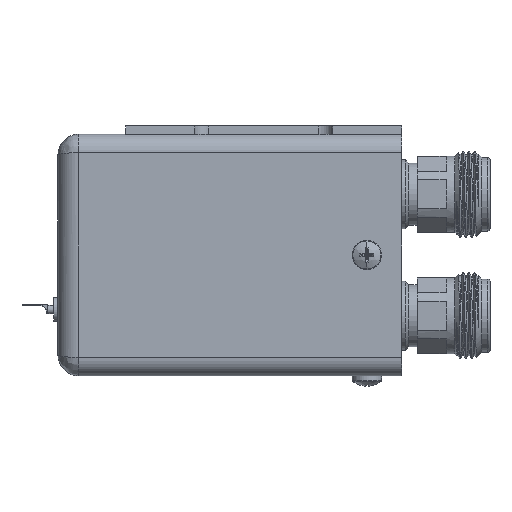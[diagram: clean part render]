
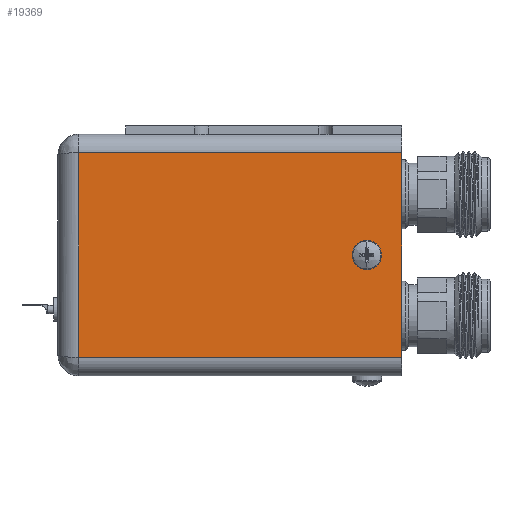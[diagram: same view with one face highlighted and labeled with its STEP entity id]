
A CAD part, left-side view. The second image highlights one B-rep face of the part: STEP entity #19369.
In plain terms, the highlighted planar face has unit normal (-1, 0, 0).
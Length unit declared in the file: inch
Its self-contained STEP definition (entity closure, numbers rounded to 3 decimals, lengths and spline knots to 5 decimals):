
#1707 = FACE_BOUND ( 'NONE', #25847, .T. ) ;
#2352 = DIRECTION ( 'NONE',  ( 0., 1., 0. ) ) ;
#2594 = EDGE_CURVE ( 'NONE', #9337, #7596, #9460, .T. ) ;
#2815 = CARTESIAN_POINT ( 'NONE',  ( -0.875, 0., -0.741 ) ) ;
#3759 = LINE ( 'NONE', #26108, #4669 ) ;
#4095 = FACE_OUTER_BOUND ( 'NONE', #13414, .T. ) ;
#4249 = PLANE ( 'NONE',  #19308 ) ;
#4454 = CARTESIAN_POINT ( 'NONE',  ( -0.875, 0.252, -0.0675 ) ) ;
#4476 = EDGE_CURVE ( 'NONE', #14969, #7596, #3759, .T. ) ;
#4669 = VECTOR ( 'NONE', #16660, 39.37008 ) ;
#6669 = CARTESIAN_POINT ( 'NONE',  ( -0.875, 2.49, -0.741 ) ) ;
#7095 = CIRCLE ( 'NONE', #29039, 0.0675 ) ;
#7435 = LINE ( 'NONE', #20208, #14078 ) ;
#7596 = VERTEX_POINT ( 'NONE', #18683 ) ;
#8031 = EDGE_CURVE ( 'NONE', #20972, #22914, #7095, .T. ) ;
#8088 = CARTESIAN_POINT ( 'NONE',  ( -0.875, 0.252, 0. ) ) ;
#9057 = VECTOR ( 'NONE', #9789, 39.37008 ) ;
#9337 = VERTEX_POINT ( 'NONE', #2815 ) ;
#9460 = LINE ( 'NONE', #31326, #9057 ) ;
#9499 = DIRECTION ( 'NONE',  ( 1., 0., 0. ) ) ;
#9789 = DIRECTION ( 'NONE',  ( 0., 0., 1. ) ) ;
#9825 = EDGE_CURVE ( 'NONE', #11120, #14969, #7435, .T. ) ;
#11120 = VERTEX_POINT ( 'NONE', #21521 ) ;
#12506 = CARTESIAN_POINT ( 'NONE',  ( -0.875, 0.252, 0.0675 ) ) ;
#13059 = DIRECTION ( 'NONE',  ( -1., 0., 0. ) ) ;
#13414 = EDGE_LOOP ( 'NONE', ( #20570, #29744, #27112, #24130 ) ) ;
#14078 = VECTOR ( 'NONE', #17648, 39.37008 ) ;
#14309 = CARTESIAN_POINT ( 'NONE',  ( -0.875, 2.49, 0.875 ) ) ;
#14438 = DIRECTION ( 'NONE',  ( -1., 0., 0. ) ) ;
#14969 = VERTEX_POINT ( 'NONE', #15663 ) ;
#15134 = DIRECTION ( 'NONE',  ( 0., 0., 1. ) ) ;
#15663 = CARTESIAN_POINT ( 'NONE',  ( -0.875, 2.34, 0.741 ) ) ;
#16660 = DIRECTION ( 'NONE',  ( 0., -1., 0. ) ) ;
#16898 = LINE ( 'NONE', #6669, #22447 ) ;
#17648 = DIRECTION ( 'NONE',  ( 0., 0., 1. ) ) ;
#18683 = CARTESIAN_POINT ( 'NONE',  ( -0.875, 0., 0.741 ) ) ;
#18922 = EDGE_CURVE ( 'NONE', #9337, #11120, #16898, .T. ) ;
#18928 = AXIS2_PLACEMENT_3D ( 'NONE', #29572, #14438, #21780 ) ;
#19308 = AXIS2_PLACEMENT_3D ( 'NONE', #14309, #9499, #27033 ) ;
#19369 = ADVANCED_FACE ( 'NONE', ( #4095, #1707 ), #4249, .F. ) ;
#20208 = CARTESIAN_POINT ( 'NONE',  ( -0.875, 2.34, 0.875 ) ) ;
#20570 = ORIENTED_EDGE ( 'NONE', *, *, #18922, .F. ) ;
#20972 = VERTEX_POINT ( 'NONE', #4454 ) ;
#21521 = CARTESIAN_POINT ( 'NONE',  ( -0.875, 2.34, -0.741 ) ) ;
#21780 = DIRECTION ( 'NONE',  ( 0., 0., 1. ) ) ;
#22447 = VECTOR ( 'NONE', #2352, 39.37008 ) ;
#22914 = VERTEX_POINT ( 'NONE', #12506 ) ;
#23539 = CIRCLE ( 'NONE', #18928, 0.0675 ) ;
#24130 = ORIENTED_EDGE ( 'NONE', *, *, #9825, .F. ) ;
#24631 = ORIENTED_EDGE ( 'NONE', *, *, #8031, .F. ) ;
#25719 = EDGE_CURVE ( 'NONE', #22914, #20972, #23539, .T. ) ;
#25847 = EDGE_LOOP ( 'NONE', ( #31067, #24631 ) ) ;
#26108 = CARTESIAN_POINT ( 'NONE',  ( -0.875, 2.49, 0.741 ) ) ;
#27033 = DIRECTION ( 'NONE',  ( 0., 0., -1. ) ) ;
#27112 = ORIENTED_EDGE ( 'NONE', *, *, #4476, .F. ) ;
#29039 = AXIS2_PLACEMENT_3D ( 'NONE', #8088, #13059, #15134 ) ;
#29572 = CARTESIAN_POINT ( 'NONE',  ( -0.875, 0.252, 0. ) ) ;
#29744 = ORIENTED_EDGE ( 'NONE', *, *, #2594, .T. ) ;
#31067 = ORIENTED_EDGE ( 'NONE', *, *, #25719, .F. ) ;
#31326 = CARTESIAN_POINT ( 'NONE',  ( -0.875, 0., 0. ) ) ;
